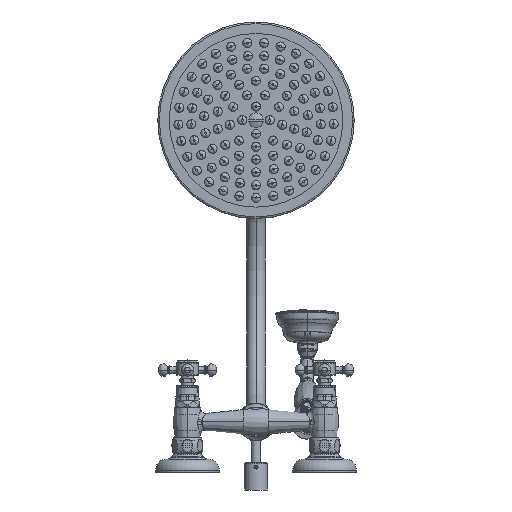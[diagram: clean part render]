
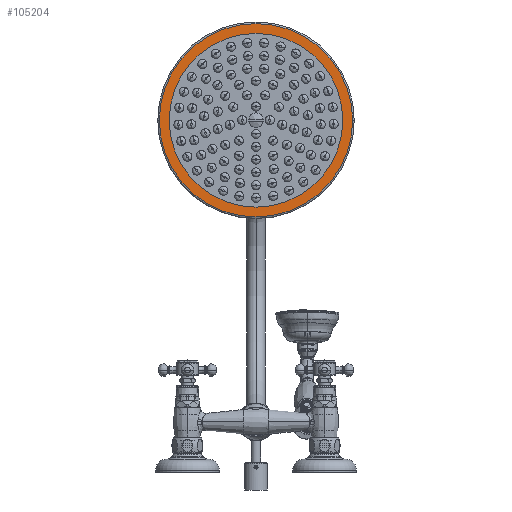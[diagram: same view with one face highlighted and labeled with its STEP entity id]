
A CAD part, front view. The second image highlights one B-rep face of the part: STEP entity #105204.
In plain terms, the highlighted planar face has unit normal (0, -1, 0).
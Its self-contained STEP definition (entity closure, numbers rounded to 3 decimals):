
#85823=CARTESIAN_POINT('',(0.,924.5,330.));
#85824=DIRECTION('',(0.,-1.,0.));
#85825=DIRECTION('',(-1.,0.,0.));
#85826=AXIS2_PLACEMENT_3D('',#85823,#85824,#85825);
#85828=CARTESIAN_POINT('',(0.,924.5,330.));
#85829=DIRECTION('',(0.,-1.,0.));
#85830=DIRECTION('',(1.,0.,0.));
#85831=AXIS2_PLACEMENT_3D('',#85828,#85829,#85830);
#85838=CARTESIAN_POINT('',(0.,924.5,330.));
#85839=DIRECTION('',(0.,-1.,0.));
#85840=DIRECTION('',(1.,0.,0.));
#85841=AXIS2_PLACEMENT_3D('',#85838,#85839,#85840);
#85848=CARTESIAN_POINT('',(0.,924.5,330.));
#85849=DIRECTION('',(0.,1.,0.));
#85850=DIRECTION('',(1.,0.,0.));
#85851=AXIS2_PLACEMENT_3D('',#85848,#85849,#85850);
#102762=CARTESIAN_POINT('',(-95.,924.5,330.));
#102763=CARTESIAN_POINT('',(95.,924.5,330.));
#102764=VERTEX_POINT('',#102762);
#102765=VERTEX_POINT('',#102763);
#104374=CARTESIAN_POINT('',(105.75,924.5,330.));
#104376=VERTEX_POINT('',#104374);
#104378=CARTESIAN_POINT('',(-105.75,924.5,330.));
#104380=VERTEX_POINT('',#104378);
#105188=CARTESIAN_POINT('',(0.,924.5,330.));
#105189=DIRECTION('',(0.,1.,0.));
#105190=DIRECTION('',(1.,0.,0.));
#105191=AXIS2_PLACEMENT_3D('',#105188,#105189,#105190);
#105192=PLANE('',#105191);
#105194=ORIENTED_EDGE('',*,*,#105193,.F.);
#105196=ORIENTED_EDGE('',*,*,#105195,.T.);
#105197=EDGE_LOOP('',(#105194,#105196));
#105198=FACE_OUTER_BOUND('',#105197,.F.);
#105199=ORIENTED_EDGE('',*,*,#105171,.T.);
#105201=ORIENTED_EDGE('',*,*,#105200,.T.);
#105202=EDGE_LOOP('',(#105199,#105201));
#105203=FACE_BOUND('',#105202,.F.);
#105204=ADVANCED_FACE('',(#105198,#105203),#105192,.F.);
#85827=CIRCLE('',#85826,95.);
#85832=CIRCLE('',#85831,95.);
#85842=CIRCLE('',#85841,105.75);
#85852=CIRCLE('',#85851,105.75);
#105171=EDGE_CURVE('',#102764,#102765,#85827,.T.);
#105193=EDGE_CURVE('',#104376,#104380,#85842,.T.);
#105195=EDGE_CURVE('',#104376,#104380,#85852,.T.);
#105200=EDGE_CURVE('',#102765,#102764,#85832,.T.);
